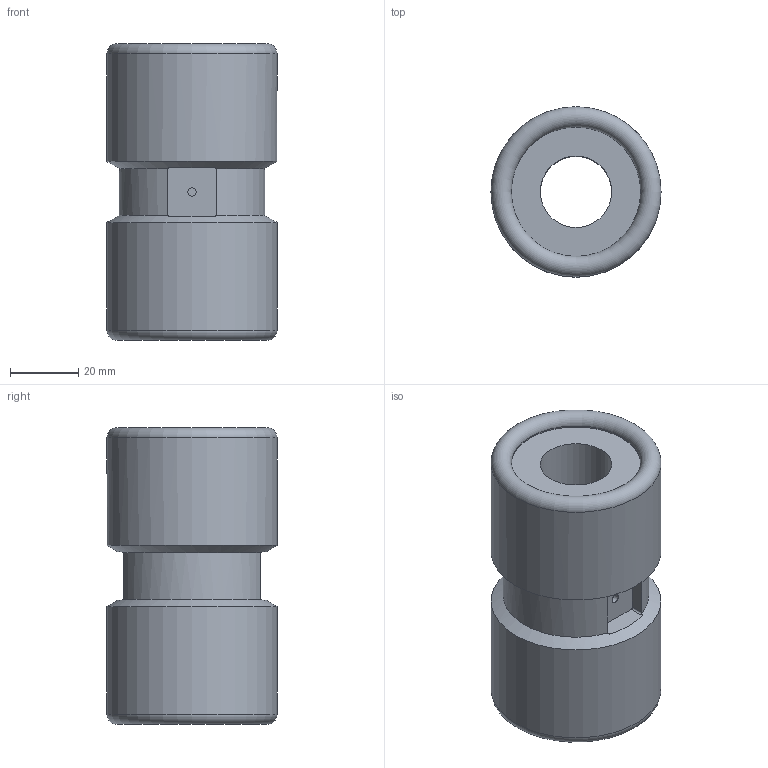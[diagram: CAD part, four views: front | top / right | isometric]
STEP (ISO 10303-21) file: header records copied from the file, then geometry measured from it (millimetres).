
FILE_DESCRIPTION(/* description */ ('STEP AP214'),/* implementation_level */ '2;1');
FILE_NAME(/* name */ '3970094_VAVC-Q2-M22U-25-S1',/* time_stamp */ '2024-09-16T09:41:05+02:00',/* author */ ('License CC BY-ND 4.0'),/* organization */ ('CADENAS'),/* preprocessor_version */ 'ST-DEVELOPER v19.3',/* originating_system */ 'PARTsolutions',/* authorisation */ ' ');
FILE_SCHEMA (('AUTOMOTIVE_DESIGN {1 0 10303 214 3 1 1}'));
Length unit declared in the file: millimetre
Products named in the file (1): 3970094 VAVC-Q2-M22U-25-S1
Bounding box: 50 x 50 x 87.2 mm (x, y, z)
Volume: 124282.7 mm3; surface area: 23107.6 mm2
Topology: 1 solids, 1 shells, 35 faces, 87 edges, 56 vertices
Faces by surface type: cylinder 17, plane 14, cone 2, torus 2
Full cylindrical faces by diameter (mm): 2.5 x2, 21 x1, 38 x2, 50 x2
Entity records: 1028 total; most frequent: CARTESIAN_POINT 220, DIRECTION 160, ORIENTED_EDGE 148, EDGE_CURVE 74, AXIS2_PLACEMENT_3D 66, VERTEX_POINT 54, EDGE_LOOP 50, FACE_BOUND 50
